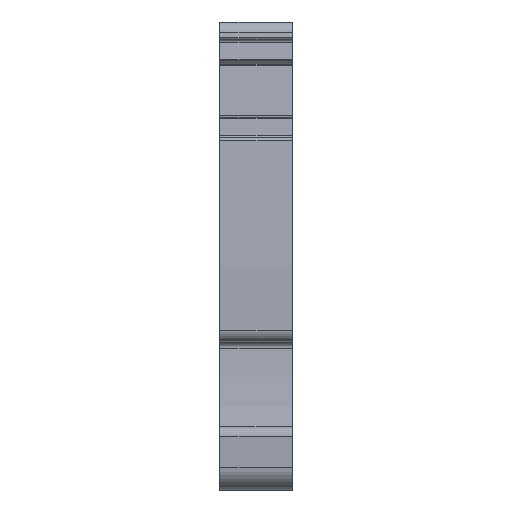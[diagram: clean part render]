
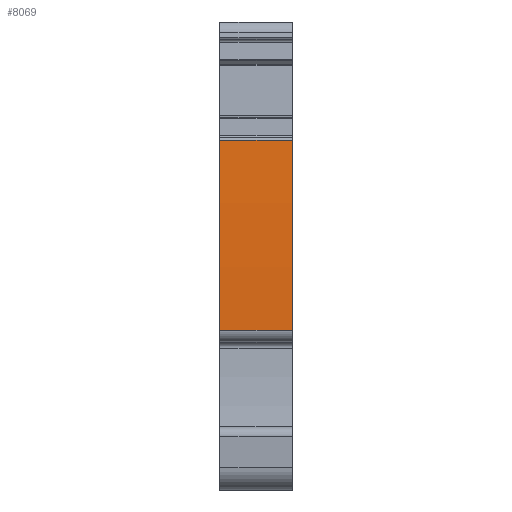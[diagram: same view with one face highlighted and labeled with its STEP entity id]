
A CAD part, front view. The second image highlights one B-rep face of the part: STEP entity #8069.
In plain terms, the highlighted cylindrical face has radius 198.503 mm (diameter 397.006 mm), a partial arc.
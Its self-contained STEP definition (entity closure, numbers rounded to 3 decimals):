
#1788=AXIS2_PLACEMENT_3D('Circle Axis2P3D',#1786,#1787,$) ;
#1795=AXIS2_PLACEMENT_3D('Circle Axis2P3D',#1793,#1794,$) ;
#8040=AXIS2_PLACEMENT_3D('Cylinder Axis2P3D',#8037,#8038,#8039) ;
#8051=AXIS2_PLACEMENT_3D('Circle Axis2P3D',#8049,#8050,$) ;
#8058=AXIS2_PLACEMENT_3D('Circle Axis2P3D',#8056,#8057,$) ;
#1783=CARTESIAN_POINT('Vertex',(0.,1.529,13.435)) ;
#1786=CARTESIAN_POINT('Axis2P3D Location',(0.,199.191,16.489)) ;
#1790=CARTESIAN_POINT('Vertex',(0.,1.528,13.45)) ;
#1793=CARTESIAN_POINT('Axis2P3D Location',(0.,200.008,16.501)) ;
#1797=CARTESIAN_POINT('Vertex',(0.,1.929,29.464)) ;
#8018=CARTESIAN_POINT('Line Origine',(3.05,1.529,13.435)) ;
#8022=CARTESIAN_POINT('Vertex',(6.1,1.529,13.435)) ;
#8037=CARTESIAN_POINT('Axis2P3D Location',(3.05,200.008,16.501)) ;
#8042=CARTESIAN_POINT('Line Origine',(3.05,1.929,29.464)) ;
#8046=CARTESIAN_POINT('Vertex',(6.1,1.929,29.464)) ;
#8049=CARTESIAN_POINT('Axis2P3D Location',(6.1,200.008,16.501)) ;
#8053=CARTESIAN_POINT('Vertex',(6.1,1.528,13.45)) ;
#8056=CARTESIAN_POINT('Axis2P3D Location',(6.1,200.008,16.501)) ;
#1787=DIRECTION('Axis2P3D Direction',(1.,0.,0.)) ;
#1794=DIRECTION('Axis2P3D Direction',(1.,0.,0.)) ;
#8019=DIRECTION('Vector Direction',(1.,0.,0.)) ;
#8038=DIRECTION('Axis2P3D Direction',(1.,0.,0.)) ;
#8039=DIRECTION('Axis2P3D XDirection',(0.,-0.994,0.111)) ;
#8043=DIRECTION('Vector Direction',(1.,0.,0.)) ;
#8050=DIRECTION('Axis2P3D Direction',(1.,0.,0.)) ;
#8057=DIRECTION('Axis2P3D Direction',(1.,0.,0.)) ;
#8020=VECTOR('Line Direction',#8019,1.) ;
#8044=VECTOR('Line Direction',#8043,1.) ;
#8062=ORIENTED_EDGE('',*,*,#8048,.F.) ;
#8063=ORIENTED_EDGE('',*,*,#1799,.T.) ;
#8064=ORIENTED_EDGE('',*,*,#1792,.T.) ;
#8065=ORIENTED_EDGE('',*,*,#8024,.T.) ;
#8066=ORIENTED_EDGE('',*,*,#8055,.F.) ;
#8067=ORIENTED_EDGE('',*,*,#8060,.F.) ;
#8069=ADVANCED_FACE('MLD_GN',(#8068),#8041,.T.) ;
#1789=CIRCLE('generated circle',#1788,197.686) ;
#1796=CIRCLE('generated circle',#1795,198.503) ;
#8052=CIRCLE('generated circle',#8051,198.503) ;
#8059=CIRCLE('generated circle',#8058,198.503) ;
#8041=CYLINDRICAL_SURFACE('generated cylinder',#8040,198.503) ;
#1792=EDGE_CURVE('',#1791,#1784,#1789,.T.) ;
#1799=EDGE_CURVE('',#1798,#1791,#1796,.T.) ;
#8024=EDGE_CURVE('',#1784,#8023,#8021,.T.) ;
#8048=EDGE_CURVE('',#1798,#8047,#8045,.T.) ;
#8055=EDGE_CURVE('',#8054,#8023,#8052,.T.) ;
#8060=EDGE_CURVE('',#8047,#8054,#8059,.T.) ;
#8061=EDGE_LOOP('',(#8062,#8063,#8064,#8065,#8066,#8067)) ;
#8068=FACE_OUTER_BOUND('',#8061,.T.) ;
#8021=LINE('Line',#8018,#8020) ;
#8045=LINE('Line',#8042,#8044) ;
#1784=VERTEX_POINT('',#1783) ;
#1791=VERTEX_POINT('',#1790) ;
#1798=VERTEX_POINT('',#1797) ;
#8023=VERTEX_POINT('',#8022) ;
#8047=VERTEX_POINT('',#8046) ;
#8054=VERTEX_POINT('',#8053) ;
